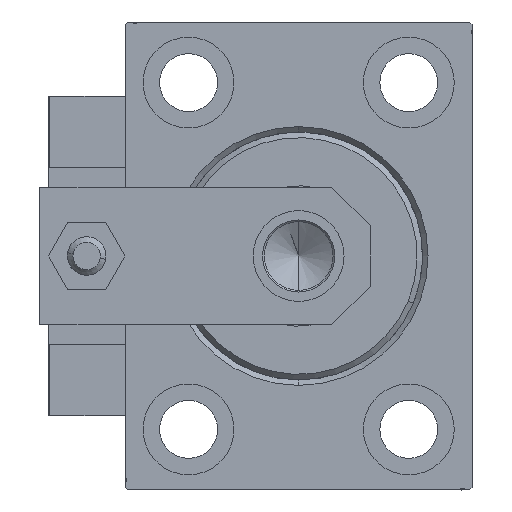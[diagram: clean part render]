
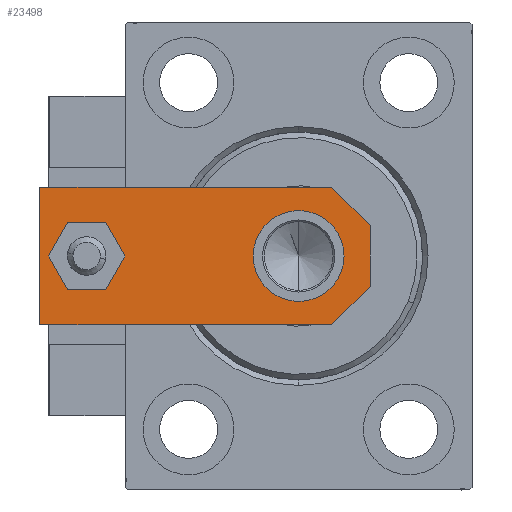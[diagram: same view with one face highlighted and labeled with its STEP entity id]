
A CAD part, left-side view. The second image highlights one B-rep face of the part: STEP entity #23498.
In plain terms, the highlighted face is planar.
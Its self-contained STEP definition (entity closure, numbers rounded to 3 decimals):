
#31 = ORIENTED_EDGE ( 'NONE', *, *, #33310, .F. ) ;
#347 = DIRECTION ( 'NONE',  ( 1., 0., 0. ) ) ;
#499 = VERTEX_POINT ( 'NONE', #24385 ) ;
#809 = CARTESIAN_POINT ( 'NONE',  ( 12.5, 60., 6. ) ) ;
#1066 = VERTEX_POINT ( 'NONE', #1859 ) ;
#1135 = ORIENTED_EDGE ( 'NONE', *, *, #6597, .F. ) ;
#1265 = EDGE_CURVE ( 'NONE', #1066, #29464, #49685, .T. ) ;
#1323 = DIRECTION ( 'NONE',  ( 0., 0., 1. ) ) ;
#1859 = CARTESIAN_POINT ( 'NONE',  ( -12.5, 7., 6. ) ) ;
#2348 = VECTOR ( 'NONE', #29876, 1000. ) ;
#2569 = CARTESIAN_POINT ( 'NONE',  ( 2.75, -2.75, 6. ) ) ;
#3366 = CARTESIAN_POINT ( 'NONE',  ( 0., 13., 6. ) ) ;
#4026 = CIRCLE ( 'NONE', #25030, 8.25 ) ;
#4400 = DIRECTION ( 'NONE',  ( 0., 0., 1. ) ) ;
#4906 = DIRECTION ( 'NONE',  ( 0., 1., 0. ) ) ;
#5214 = EDGE_CURVE ( 'NONE', #29464, #38783, #7584, .T. ) ;
#6100 = EDGE_LOOP ( 'NONE', ( #46687, #1135 ) ) ;
#6540 = ORIENTED_EDGE ( 'NONE', *, *, #1265, .T. ) ;
#6581 = VECTOR ( 'NONE', #8845, 1000. ) ;
#6597 = EDGE_CURVE ( 'NONE', #499, #49025, #39562, .T. ) ;
#6905 = DIRECTION ( 'NONE',  ( 0.707, -0.707, 0. ) ) ;
#7364 = ORIENTED_EDGE ( 'NONE', *, *, #5214, .T. ) ;
#7584 = LINE ( 'NONE', #18458, #2348 ) ;
#7979 = VERTEX_POINT ( 'NONE', #9636 ) ;
#8599 = ORIENTED_EDGE ( 'NONE', *, *, #31453, .T. ) ;
#8845 = DIRECTION ( 'NONE',  ( 0., -1., 0. ) ) ;
#9379 = DIRECTION ( 'NONE',  ( 0., 0., 1. ) ) ;
#9636 = CARTESIAN_POINT ( 'NONE',  ( -8.25, 13., 6. ) ) ;
#9836 = EDGE_LOOP ( 'NONE', ( #39669, #6540, #7364, #8599, #19336, #33690 ) ) ;
#10123 = AXIS2_PLACEMENT_3D ( 'NONE', #32706, #1323, #21563 ) ;
#10386 = VERTEX_POINT ( 'NONE', #36615 ) ;
#11249 = CARTESIAN_POINT ( 'NONE',  ( -12.5, 60., 6. ) ) ;
#11301 = CARTESIAN_POINT ( 'NONE',  ( -5.5, 0., 6. ) ) ;
#11714 = CARTESIAN_POINT ( 'NONE',  ( -2.75, -2.75, 6. ) ) ;
#13184 = CARTESIAN_POINT ( 'NONE',  ( 0., 13., 6. ) ) ;
#13246 = CARTESIAN_POINT ( 'NONE',  ( 12.5, 0., 6. ) ) ;
#13600 = CIRCLE ( 'NONE', #44315, 4. ) ;
#15879 = DIRECTION ( 'NONE',  ( 0., 0., 1. ) ) ;
#16457 = VERTEX_POINT ( 'NONE', #33248 ) ;
#16739 = VERTEX_POINT ( 'NONE', #809 ) ;
#18248 = DIRECTION ( 'NONE',  ( 0.707, 0.707, 0. ) ) ;
#18458 = CARTESIAN_POINT ( 'NONE',  ( -12.5, 0., 6. ) ) ;
#19336 = ORIENTED_EDGE ( 'NONE', *, *, #35106, .T. ) ;
#20213 = EDGE_CURVE ( 'NONE', #16457, #7979, #36052, .T. ) ;
#20743 = CARTESIAN_POINT ( 'NONE',  ( -12.5, 60., 6. ) ) ;
#21563 = DIRECTION ( 'NONE',  ( 1., 0., 0. ) ) ;
#21925 = VERTEX_POINT ( 'NONE', #11249 ) ;
#22602 = AXIS2_PLACEMENT_3D ( 'NONE', #39066, #4400, #347 ) ;
#23498 = ADVANCED_FACE ( 'NONE', ( #36514, #25375, #24626 ), #36258, .T. ) ;
#24385 = CARTESIAN_POINT ( 'NONE',  ( 4., 51.5, 6. ) ) ;
#24626 = FACE_BOUND ( 'NONE', #46296, .T. ) ;
#25030 = AXIS2_PLACEMENT_3D ( 'NONE', #13184, #9379, #25825 ) ;
#25375 = FACE_OUTER_BOUND ( 'NONE', #9836, .T. ) ;
#25825 = DIRECTION ( 'NONE',  ( 1., 0., 0. ) ) ;
#27631 = ORIENTED_EDGE ( 'NONE', *, *, #20213, .F. ) ;
#29054 = CARTESIAN_POINT ( 'NONE',  ( 12.5, 60., 6. ) ) ;
#29464 = VERTEX_POINT ( 'NONE', #11301 ) ;
#29791 = LINE ( 'NONE', #29054, #31232 ) ;
#29811 = EDGE_CURVE ( 'NONE', #49025, #499, #13600, .T. ) ;
#29876 = DIRECTION ( 'NONE',  ( 1., 0., 0. ) ) ;
#30457 = DIRECTION ( 'NONE',  ( 1., 0., 0. ) ) ;
#30849 = CARTESIAN_POINT ( 'NONE',  ( 0., 51.5, 6. ) ) ;
#31232 = VECTOR ( 'NONE', #45230, 1000. ) ;
#31453 = EDGE_CURVE ( 'NONE', #38783, #10386, #36994, .T. ) ;
#32128 = LINE ( 'NONE', #20743, #6581 ) ;
#32706 = CARTESIAN_POINT ( 'NONE',  ( 0., 0., 6. ) ) ;
#33248 = CARTESIAN_POINT ( 'NONE',  ( 8.25, 13., 6. ) ) ;
#33310 = EDGE_CURVE ( 'NONE', #7979, #16457, #4026, .T. ) ;
#33690 = ORIENTED_EDGE ( 'NONE', *, *, #46425, .T. ) ;
#34505 = DIRECTION ( 'NONE',  ( 0., 0., 1. ) ) ;
#35106 = EDGE_CURVE ( 'NONE', #10386, #16739, #40567, .T. ) ;
#36052 = CIRCLE ( 'NONE', #44109, 8.25 ) ;
#36258 = PLANE ( 'NONE',  #10123 ) ;
#36514 = FACE_BOUND ( 'NONE', #6100, .T. ) ;
#36615 = CARTESIAN_POINT ( 'NONE',  ( 12.5, 7., 6. ) ) ;
#36994 = LINE ( 'NONE', #2569, #50036 ) ;
#38658 = DIRECTION ( 'NONE',  ( 1., 0., 0. ) ) ;
#38783 = VERTEX_POINT ( 'NONE', #44687 ) ;
#39066 = CARTESIAN_POINT ( 'NONE',  ( 0., 51.5, 6. ) ) ;
#39562 = CIRCLE ( 'NONE', #22602, 4. ) ;
#39669 = ORIENTED_EDGE ( 'NONE', *, *, #40297, .T. ) ;
#40297 = EDGE_CURVE ( 'NONE', #21925, #1066, #32128, .T. ) ;
#40567 = LINE ( 'NONE', #13246, #46906 ) ;
#41809 = VECTOR ( 'NONE', #6905, 1000. ) ;
#44109 = AXIS2_PLACEMENT_3D ( 'NONE', #3366, #34505, #30457 ) ;
#44315 = AXIS2_PLACEMENT_3D ( 'NONE', #30849, #15879, #38658 ) ;
#44687 = CARTESIAN_POINT ( 'NONE',  ( 5.5, 0., 6. ) ) ;
#45230 = DIRECTION ( 'NONE',  ( -1., 0., 0. ) ) ;
#46296 = EDGE_LOOP ( 'NONE', ( #31, #27631 ) ) ;
#46425 = EDGE_CURVE ( 'NONE', #16739, #21925, #29791, .T. ) ;
#46687 = ORIENTED_EDGE ( 'NONE', *, *, #29811, .F. ) ;
#46906 = VECTOR ( 'NONE', #4906, 1000. ) ;
#49025 = VERTEX_POINT ( 'NONE', #49861 ) ;
#49685 = LINE ( 'NONE', #11714, #41809 ) ;
#49861 = CARTESIAN_POINT ( 'NONE',  ( -4., 51.5, 6. ) ) ;
#50036 = VECTOR ( 'NONE', #18248, 1000. ) ;
